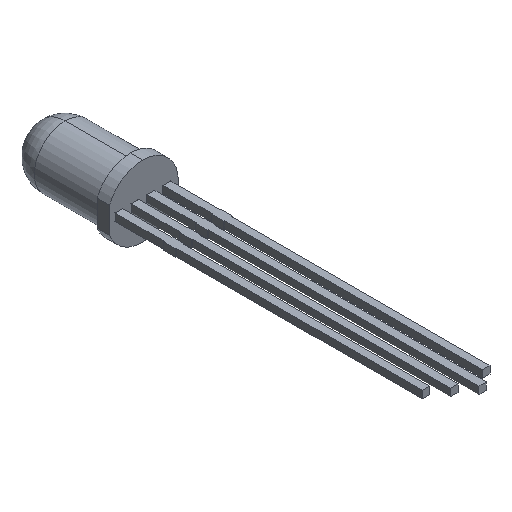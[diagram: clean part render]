
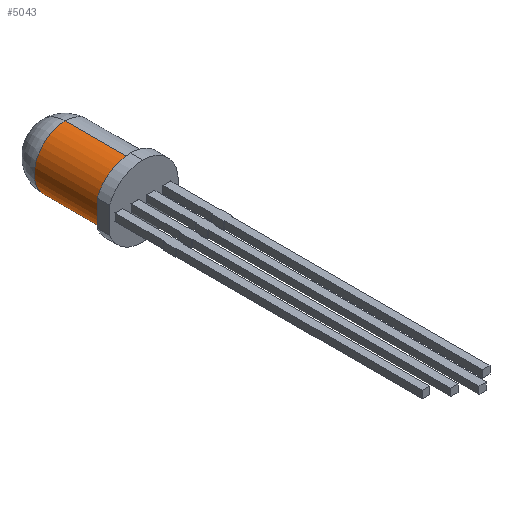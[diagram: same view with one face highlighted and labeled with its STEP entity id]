
A CAD part, isometric view. The second image highlights one B-rep face of the part: STEP entity #5043.
In plain terms, the highlighted cylindrical face has radius 2.5 mm (diameter 5 mm), a partial arc.
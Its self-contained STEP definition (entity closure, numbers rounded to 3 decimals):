
#215 = DIRECTION ( 'NONE',  ( 0., 0., 1. ) ) ;
#664 = FACE_OUTER_BOUND ( 'NONE', #2583, .T. ) ;
#921 = LINE ( 'NONE', #4048, #1060 ) ;
#1060 = VECTOR ( 'NONE', #1566, 1000. ) ;
#1120 = ORIENTED_EDGE ( 'NONE', *, *, #2911, .T. ) ;
#1290 = EDGE_CURVE ( 'NONE', #2443, #2626, #2767, .T. ) ;
#1354 = CARTESIAN_POINT ( 'NONE',  ( 0., 6., -2.5 ) ) ;
#1566 = DIRECTION ( 'NONE',  ( 0., -1., 0. ) ) ;
#2059 = AXIS2_PLACEMENT_3D ( 'NONE', #4483, #2446, #5346 ) ;
#2210 = VERTEX_POINT ( 'NONE', #3241 ) ;
#2377 = DIRECTION ( 'NONE',  ( 0., -1., 0. ) ) ;
#2443 = VERTEX_POINT ( 'NONE', #3063 ) ;
#2445 = CARTESIAN_POINT ( 'NONE',  ( 0., 6., 0. ) ) ;
#2446 = DIRECTION ( 'NONE',  ( 0., -1., 0. ) ) ;
#2583 = EDGE_LOOP ( 'NONE', ( #2655, #1120, #4688, #5291 ) ) ;
#2626 = VERTEX_POINT ( 'NONE', #1354 ) ;
#2655 = ORIENTED_EDGE ( 'NONE', *, *, #5007, .F. ) ;
#2701 = DIRECTION ( 'NONE',  ( 0., -1., 0. ) ) ;
#2767 = LINE ( 'NONE', #4853, #4972 ) ;
#2811 = AXIS2_PLACEMENT_3D ( 'NONE', #5179, #2701, #215 ) ;
#2861 = DIRECTION ( 'NONE',  ( 0., 0., 1. ) ) ;
#2911 = EDGE_CURVE ( 'NONE', #2210, #2443, #5023, .T. ) ;
#3063 = CARTESIAN_POINT ( 'NONE',  ( 0., 11.31, -2.5 ) ) ;
#3241 = CARTESIAN_POINT ( 'NONE',  ( 0., 11.31, 2.5 ) ) ;
#3453 = VERTEX_POINT ( 'NONE', #3500 ) ;
#3500 = CARTESIAN_POINT ( 'NONE',  ( 0., 6., 2.5 ) ) ;
#3811 = CYLINDRICAL_SURFACE ( 'NONE', #2059, 2.5 ) ;
#4048 = CARTESIAN_POINT ( 'NONE',  ( 0., 13.8, 2.5 ) ) ;
#4294 = EDGE_CURVE ( 'NONE', #2626, #3453, #4411, .T. ) ;
#4411 = CIRCLE ( 'NONE', #4870, 2.5 ) ;
#4483 = CARTESIAN_POINT ( 'NONE',  ( 0., 13.8, 0. ) ) ;
#4688 = ORIENTED_EDGE ( 'NONE', *, *, #1290, .T. ) ;
#4853 = CARTESIAN_POINT ( 'NONE',  ( 0., 13.8, -2.5 ) ) ;
#4870 = AXIS2_PLACEMENT_3D ( 'NONE', #2445, #5344, #2861 ) ;
#4972 = VECTOR ( 'NONE', #2377, 1000. ) ;
#5007 = EDGE_CURVE ( 'NONE', #2210, #3453, #921, .T. ) ;
#5023 = CIRCLE ( 'NONE', #2811, 2.5 ) ;
#5043 = ADVANCED_FACE ( 'NONE', ( #664 ), #3811, .T. ) ;
#5179 = CARTESIAN_POINT ( 'NONE',  ( 0., 11.31, 0. ) ) ;
#5291 = ORIENTED_EDGE ( 'NONE', *, *, #4294, .T. ) ;
#5344 = DIRECTION ( 'NONE',  ( 0., 1., 0. ) ) ;
#5346 = DIRECTION ( 'NONE',  ( 0., 0., -1. ) ) ;
